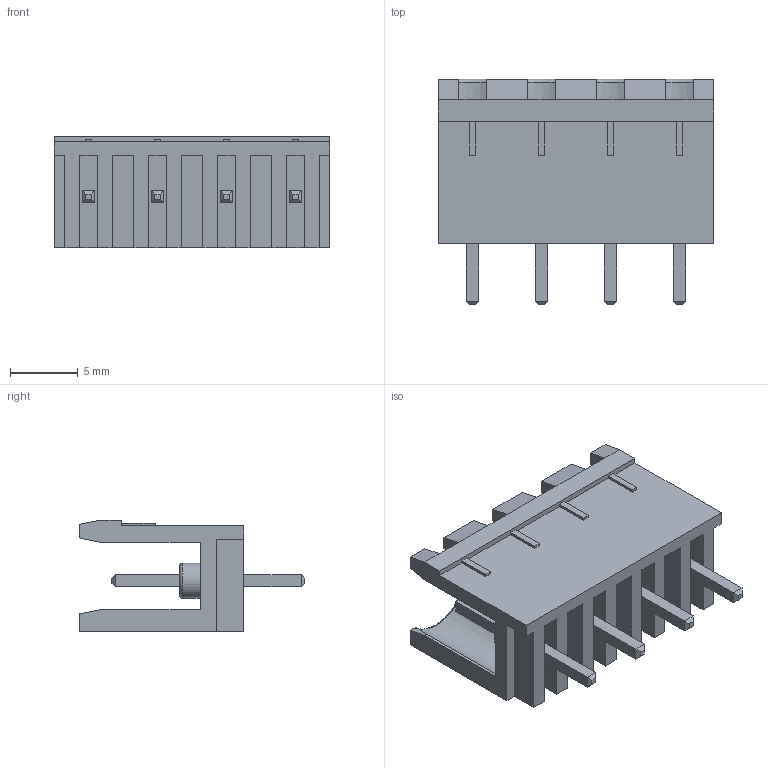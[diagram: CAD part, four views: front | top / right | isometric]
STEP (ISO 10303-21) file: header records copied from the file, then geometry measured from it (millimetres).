
FILE_DESCRIPTION (( 'STEP AP214' ), '1' );
FILE_NAME ('DD966A4B-8571-4C35-A33E-718ECDFFF0AA.STEP', '2025-06-23T21:06:14', ( '' ), ( '' ), 'SwSTEP 2.0', 'SolidWorks 2022', '' );
FILE_SCHEMA (( 'AUTOMOTIVE_DESIGN' ));
Length unit declared in the file: millimetre
Products named in the file (1): DD966A4B-8571-4C35-A33E-718ECDFFF0AA
Bounding box: 20.32 x 16.6 x 8.2 mm (x, y, z)
Volume: 812.4 mm3; surface area: 1690.4 mm2
Topology: 1 solids, 1 shells, 197 faces, 493 edges, 310 vertices
Faces by surface type: plane 173, torus 12, cylinder 12
Entity records: 6589 total; most frequent: CARTESIAN_POINT 1081, ORIENTED_EDGE 986, DIRECTION 917, EDGE_CURVE 493, LINE 433, VECTOR 433, VERTEX_POINT 310, AXIS2_PLACEMENT_3D 242
